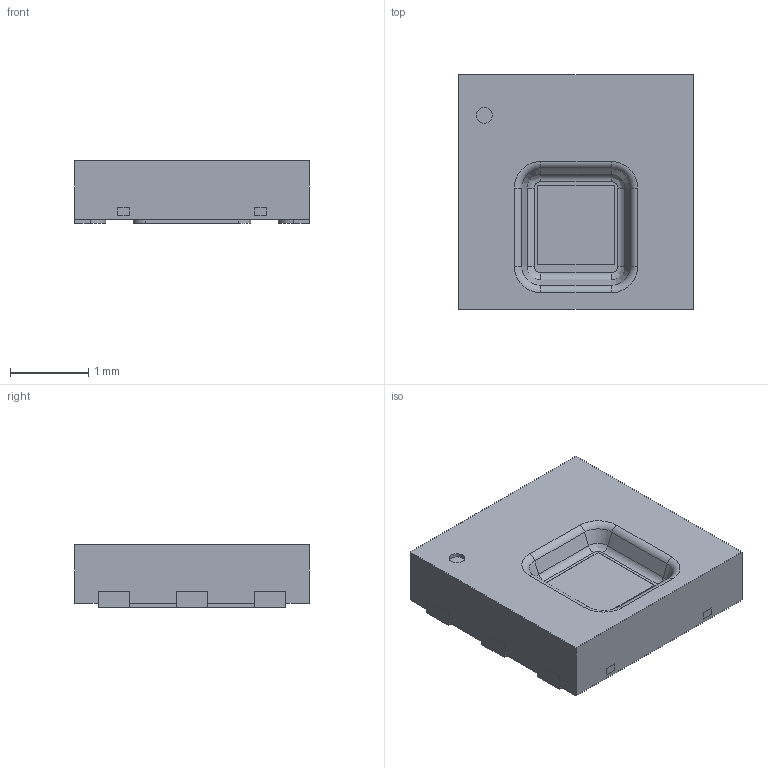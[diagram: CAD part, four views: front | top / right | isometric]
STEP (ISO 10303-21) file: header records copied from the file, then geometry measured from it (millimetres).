
FILE_DESCRIPTION(/* description */ (''),/* implementation_level */ '2;1');
FILE_NAME(/* name */ 'HDC1080.step',/* time_stamp */ '2020-06-09T16:40:07+03:00',/* author */ (''),/* organization */ (''),/* preprocessor_version */ 'ST-DEVELOPER v18.1',/* originating_system */ 'Autodesk Translation Framework v9.3.0.1241',/* authorisation */ '');
FILE_SCHEMA (('AUTOMOTIVE_DESIGN { 1 0 10303 214 3 1 1 }'));
Length unit declared in the file: millimetre
Products named in the file (13): (Unsaved); ASM0001_ASM_1_ASM; DMB0006A_ASM_241_ASM_1_ASM; BODY-SON_118_1; FRAME-DMB0006A_77_ASM_1_ASM; FRAME-DMB0006A_77_1_1; FRAME-DMB0006A_77_2_1; FRAME-DMB0006A_77_3_1; FRAME-DMB0006A_77_4_1; FRAME-DMB0006A_77_5_1; FRAME-DMB0006A_77_6_1; FRAME-DMB0006A_77_7_1; DIE_1_1
Assembly tree (12 placements, depth 5):
  (Unsaved)
    ASM0001_ASM_1_ASM
      DMB0006A_ASM_241_ASM_1_ASM
        BODY-SON_118_1
        FRAME-DMB0006A_77_ASM_1_ASM
          FRAME-DMB0006A_77_1_1
          FRAME-DMB0006A_77_2_1
          FRAME-DMB0006A_77_3_1
          FRAME-DMB0006A_77_4_1
          FRAME-DMB0006A_77_5_1
          FRAME-DMB0006A_77_6_1
          FRAME-DMB0006A_77_7_1
        DIE_1_1
Bounding box: 3 x 3 x 0.8 mm (x, y, z)
Volume: 6.9 mm3; surface area: 53.7 mm2
Topology: 9 solids, 9 shells, 149 faces, 371 edges, 242 vertices
Faces by surface type: plane 106, cylinder 31, torus 4, cone 4, bspline 4
Full cylindrical faces by diameter (mm): 0.2 x1
Entity records: 5063 total; most frequent: CARTESIAN_POINT 1023, DIRECTION 781, ORIENTED_EDGE 742, EDGE_CURVE 371, LINE 293, VECTOR 293, AXIS2_PLACEMENT_3D 244, VERTEX_POINT 242
